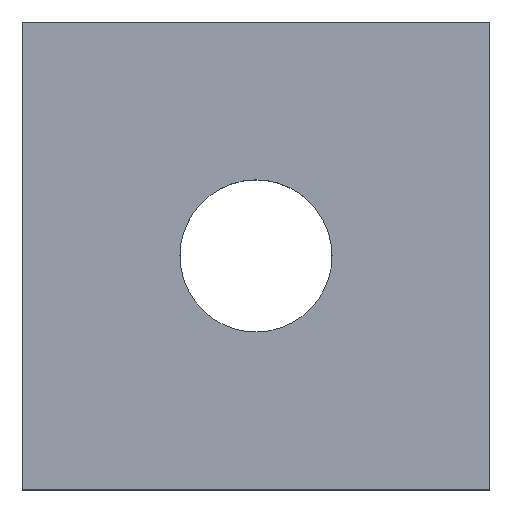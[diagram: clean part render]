
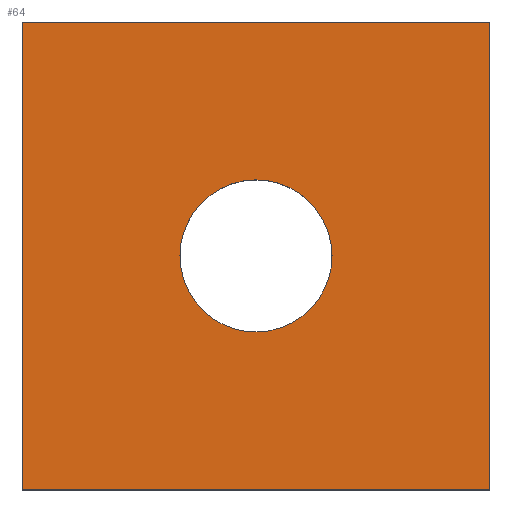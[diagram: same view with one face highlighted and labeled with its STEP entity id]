
A CAD part, top view. The second image highlights one B-rep face of the part: STEP entity #64.
In plain terms, the highlighted planar face has unit normal (0, 0, 1).
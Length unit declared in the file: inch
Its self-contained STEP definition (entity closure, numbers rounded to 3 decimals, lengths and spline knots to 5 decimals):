
#64=ADVANCED_FACE('',(#125,#126),#127,.T.);
#125=FACE_BOUND('',#199,.T.);
#126=FACE_OUTER_BOUND('',#200,.T.);
#127=PLANE('',#201);
#199=EDGE_LOOP('',(#313,#314,#315,#316));
#200=EDGE_LOOP('',(#317,#318,#319,#320));
#201=AXIS2_PLACEMENT_3D('',#321,#322,#323);
#313=ORIENTED_EDGE('',*,*,#384,.F.);
#314=ORIENTED_EDGE('',*,*,#385,.F.);
#315=ORIENTED_EDGE('',*,*,#386,.F.);
#316=ORIENTED_EDGE('',*,*,#387,.F.);
#317=ORIENTED_EDGE('',*,*,#388,.F.);
#318=ORIENTED_EDGE('',*,*,#389,.F.);
#319=ORIENTED_EDGE('',*,*,#379,.F.);
#320=ORIENTED_EDGE('',*,*,#390,.F.);
#321=CARTESIAN_POINT('',(0.62496,0.62496,0.1875));
#322=DIRECTION('',(0.0,0.0,1.0));
#323=DIRECTION('',(1.0,0.0,0.0));
#379=EDGE_CURVE('',#422,#423,#424,.T.);
#384=EDGE_CURVE('',#429,#430,#431,.T.);
#385=EDGE_CURVE('',#432,#429,#433,.T.);
#386=EDGE_CURVE('',#434,#432,#435,.T.);
#387=EDGE_CURVE('',#430,#434,#436,.T.);
#388=EDGE_CURVE('',#437,#438,#439,.T.);
#389=EDGE_CURVE('',#423,#437,#440,.T.);
#390=EDGE_CURVE('',#438,#422,#441,.T.);
#422=VERTEX_POINT('',#489);
#423=VERTEX_POINT('',#490);
#424=LINE('',#491,#492);
#429=VERTEX_POINT('',#499);
#430=VERTEX_POINT('',#500);
#431=B_SPLINE_CURVE_WITH_KNOTS('',3,(#501,#502,#503,#504),.UNSPECIFIED.,.F.,.F.,(4,4),(0.0,1.0),.UNSPECIFIED.);
#432=VERTEX_POINT('',#505);
#433=B_SPLINE_CURVE_WITH_KNOTS('',3,(#506,#507,#508,#509),.UNSPECIFIED.,.F.,.F.,(4,4),(0.0,1.0),.UNSPECIFIED.);
#434=VERTEX_POINT('',#510);
#435=B_SPLINE_CURVE_WITH_KNOTS('',3,(#511,#512,#513,#514),.UNSPECIFIED.,.F.,.F.,(4,4),(0.0,1.0),.UNSPECIFIED.);
#436=B_SPLINE_CURVE_WITH_KNOTS('',3,(#515,#516,#517,#518),.UNSPECIFIED.,.F.,.F.,(4,4),(0.0,1.0),.UNSPECIFIED.);
#437=VERTEX_POINT('',#519);
#438=VERTEX_POINT('',#520);
#439=LINE('',#521,#522);
#440=LINE('',#523,#524);
#441=LINE('',#525,#526);
#489=CARTESIAN_POINT('',(1.24991,1.24991,0.1875));
#490=CARTESIAN_POINT('',(1.24991,0.0,0.1875));
#491=CARTESIAN_POINT('',(1.24991,1.24991,0.1875));
#492=VECTOR('',#550,1.0);
#499=CARTESIAN_POINT('',(0.82807,0.62496,0.1875));
#500=CARTESIAN_POINT('',(0.62495,0.82807,0.1875));
#501=CARTESIAN_POINT('',(0.82807,0.62496,0.1875));
#502=CARTESIAN_POINT('',(0.82807,0.73713,0.1875));
#503=CARTESIAN_POINT('',(0.73712,0.82807,0.1875));
#504=CARTESIAN_POINT('',(0.62495,0.82807,0.1875));
#505=CARTESIAN_POINT('',(0.62495,0.42185,0.1875));
#506=CARTESIAN_POINT('',(0.62495,0.42185,0.1875));
#507=CARTESIAN_POINT('',(0.73712,0.42185,0.1875));
#508=CARTESIAN_POINT('',(0.82807,0.51279,0.1875));
#509=CARTESIAN_POINT('',(0.82807,0.62496,0.1875));
#510=CARTESIAN_POINT('',(0.42184,0.62496,0.1875));
#511=CARTESIAN_POINT('',(0.42184,0.62496,0.1875));
#512=CARTESIAN_POINT('',(0.42184,0.51279,0.1875));
#513=CARTESIAN_POINT('',(0.51278,0.42185,0.1875));
#514=CARTESIAN_POINT('',(0.62495,0.42185,0.1875));
#515=CARTESIAN_POINT('',(0.62495,0.82807,0.1875));
#516=CARTESIAN_POINT('',(0.51278,0.82807,0.1875));
#517=CARTESIAN_POINT('',(0.42184,0.73713,0.1875));
#518=CARTESIAN_POINT('',(0.42184,0.62496,0.1875));
#519=CARTESIAN_POINT('',(0.0,0.0,0.1875));
#520=CARTESIAN_POINT('',(0.0,1.24991,0.1875));
#521=CARTESIAN_POINT('',(0.0,0.0,0.1875));
#522=VECTOR('',#553,1.0);
#523=CARTESIAN_POINT('',(1.24991,0.0,0.1875));
#524=VECTOR('',#554,1.0);
#525=CARTESIAN_POINT('',(0.0,1.24991,0.1875));
#526=VECTOR('',#555,1.0);
#550=DIRECTION('',(0.0,-1.0,0.0));
#553=DIRECTION('',(0.0,1.0,0.0));
#554=DIRECTION('',(-1.0,0.0,0.0));
#555=DIRECTION('',(1.0,0.0,0.0));
